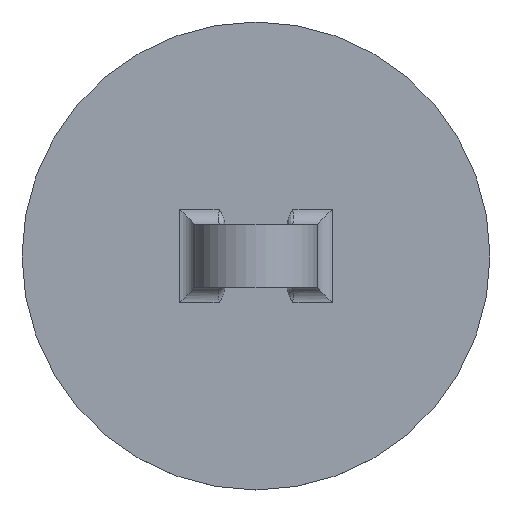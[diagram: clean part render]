
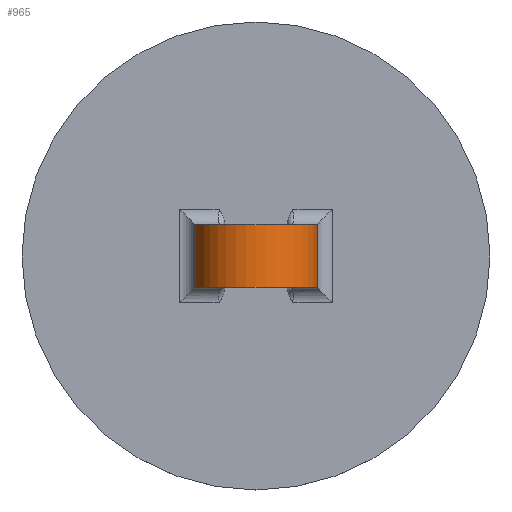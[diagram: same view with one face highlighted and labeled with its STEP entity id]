
A CAD part, top view. The second image highlights one B-rep face of the part: STEP entity #965.
In plain terms, the highlighted cylindrical face has radius 20 mm (diameter 40 mm), a partial arc.
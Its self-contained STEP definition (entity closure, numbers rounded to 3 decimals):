
#735 = VERTEX_POINT('',#736);
#736 = CARTESIAN_POINT('',(19.365,-10.,8.));
#742 = EDGE_CURVE('',#743,#735,#745,.T.);
#743 = VERTEX_POINT('',#744);
#744 = CARTESIAN_POINT('',(19.596,-10.101,7.));
#745 = B_SPLINE_CURVE_WITH_KNOTS('',4,(#746,#747,#748,#749,#750),
  .UNSPECIFIED.,.F.,.F.,(5,5),(0.,1.),.PIECEWISE_BEZIER_KNOTS.);
#746 = CARTESIAN_POINT('',(19.596,-10.101,7.));
#747 = CARTESIAN_POINT('',(19.546,-10.051,
    7.247));
#748 = CARTESIAN_POINT('',(19.49,-10.017,
    7.498));
#749 = CARTESIAN_POINT('',(19.43,-10.,7.75));
#750 = CARTESIAN_POINT('',(19.365,-10.,8.));
#768 = VERTEX_POINT('',#769);
#769 = CARTESIAN_POINT('',(19.596,10.101,7.));
#776 = EDGE_CURVE('',#768,#743,#777,.T.);
#777 = LINE('',#778,#779);
#778 = CARTESIAN_POINT('',(19.596,10.,7.));
#779 = VECTOR('',#780,1.);
#780 = DIRECTION('',(-0.,-1.,-0.));
#794 = EDGE_CURVE('',#768,#795,#797,.T.);
#795 = VERTEX_POINT('',#796);
#796 = CARTESIAN_POINT('',(19.365,10.,8.));
#797 = B_SPLINE_CURVE_WITH_KNOTS('',5,(#798,#799,#800,#801,#802,#803),
  .UNSPECIFIED.,.F.,.F.,(6,6),(0.,1.),.PIECEWISE_BEZIER_KNOTS.);
#798 = CARTESIAN_POINT('',(19.596,10.101,7.));
#799 = CARTESIAN_POINT('',(19.556,10.061,7.197
    ));
#800 = CARTESIAN_POINT('',(19.512,10.03,
    7.397));
#801 = CARTESIAN_POINT('',(19.466,10.01,7.598
    ));
#802 = CARTESIAN_POINT('',(19.417,10.,7.8));
#803 = CARTESIAN_POINT('',(19.365,10.,8.));
#848 = VERTEX_POINT('',#849);
#849 = CARTESIAN_POINT('',(-19.365,-10.,8.));
#855 = EDGE_CURVE('',#856,#848,#858,.T.);
#856 = VERTEX_POINT('',#857);
#857 = CARTESIAN_POINT('',(-19.596,-10.101,7.));
#858 = B_SPLINE_CURVE_WITH_KNOTS('',4,(#859,#860,#861,#862,#863),
  .UNSPECIFIED.,.F.,.F.,(5,5),(0.,1.),.PIECEWISE_BEZIER_KNOTS.);
#859 = CARTESIAN_POINT('',(-19.596,-10.101,7.));
#860 = CARTESIAN_POINT('',(-19.546,-10.051,
    7.247));
#861 = CARTESIAN_POINT('',(-19.49,-10.017,
    7.498));
#862 = CARTESIAN_POINT('',(-19.43,-10.,7.75));
#863 = CARTESIAN_POINT('',(-19.365,-10.,8.));
#881 = VERTEX_POINT('',#882);
#882 = CARTESIAN_POINT('',(-19.596,10.101,7.));
#889 = EDGE_CURVE('',#881,#856,#890,.T.);
#890 = LINE('',#891,#892);
#891 = CARTESIAN_POINT('',(-19.596,10.,7.));
#892 = VECTOR('',#893,1.);
#893 = DIRECTION('',(-0.,-1.,-0.));
#907 = EDGE_CURVE('',#881,#908,#910,.T.);
#908 = VERTEX_POINT('',#909);
#909 = CARTESIAN_POINT('',(-19.365,10.,8.));
#910 = B_SPLINE_CURVE_WITH_KNOTS('',5,(#911,#912,#913,#914,#915,#916),
  .UNSPECIFIED.,.F.,.F.,(6,6),(0.,1.),.PIECEWISE_BEZIER_KNOTS.);
#911 = CARTESIAN_POINT('',(-19.596,10.101,7.));
#912 = CARTESIAN_POINT('',(-19.556,10.061,7.197
    ));
#913 = CARTESIAN_POINT('',(-19.512,10.03,
    7.397));
#914 = CARTESIAN_POINT('',(-19.466,10.01,7.598
    ));
#915 = CARTESIAN_POINT('',(-19.417,10.,7.8));
#916 = CARTESIAN_POINT('',(-19.365,10.,8.));
#934 = EDGE_CURVE('',#735,#848,#935,.T.);
#935 = CIRCLE('',#936,20.);
#936 = AXIS2_PLACEMENT_3D('',#937,#938,#939);
#937 = CARTESIAN_POINT('',(0.,-10.,3.));
#938 = DIRECTION('',(0.,-1.,0.));
#939 = DIRECTION('',(1.,0.,0.));
#954 = EDGE_CURVE('',#795,#908,#955,.T.);
#955 = CIRCLE('',#956,20.);
#956 = AXIS2_PLACEMENT_3D('',#957,#958,#959);
#957 = CARTESIAN_POINT('',(0.,10.,3.));
#958 = DIRECTION('',(0.,-1.,0.));
#959 = DIRECTION('',(1.,0.,0.));
#965 = ADVANCED_FACE('',(#966),#976,.T.);
#966 = FACE_BOUND('',#967,.T.);
#967 = EDGE_LOOP('',(#968,#969,#970,#971,#972,#973,#974,#975));
#968 = ORIENTED_EDGE('',*,*,#954,.T.);
#969 = ORIENTED_EDGE('',*,*,#907,.F.);
#970 = ORIENTED_EDGE('',*,*,#889,.T.);
#971 = ORIENTED_EDGE('',*,*,#855,.T.);
#972 = ORIENTED_EDGE('',*,*,#934,.F.);
#973 = ORIENTED_EDGE('',*,*,#742,.F.);
#974 = ORIENTED_EDGE('',*,*,#776,.F.);
#975 = ORIENTED_EDGE('',*,*,#794,.T.);
#976 = CYLINDRICAL_SURFACE('',#977,20.);
#977 = AXIS2_PLACEMENT_3D('',#978,#979,#980);
#978 = CARTESIAN_POINT('',(0.,10.,3.));
#979 = DIRECTION('',(-0.,-1.,-0.));
#980 = DIRECTION('',(1.,0.,0.));
